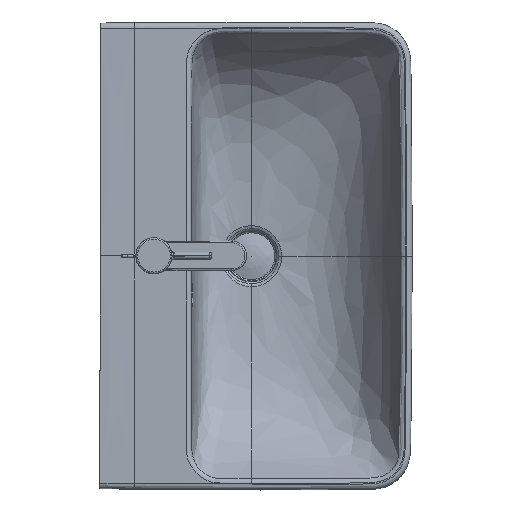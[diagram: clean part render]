
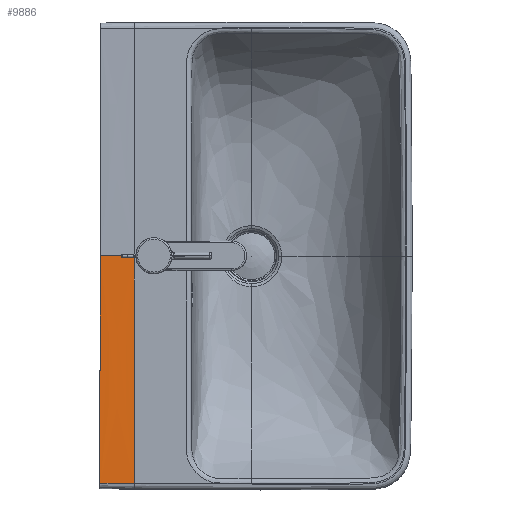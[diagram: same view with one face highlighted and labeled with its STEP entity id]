
A CAD part, top view. The second image highlights one B-rep face of the part: STEP entity #9886.
In plain terms, the highlighted free-form (B-spline) face has degree [4, 3] with [5, 4] control points.
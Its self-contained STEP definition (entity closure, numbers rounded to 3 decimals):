
#9279=CARTESIAN_POINT('',(44.,-292.09,0.));
#9280=VERTEX_POINT('',#9279);
#9699=CARTESIAN_POINT('',(44.0,0.,0.));
#9700=VERTEX_POINT('',#9699);
#9707=CARTESIAN_POINT('',(44.0,0.,0.));
#9708=DIRECTION('',(0.0,-1.0,0.0));
#9709=VECTOR('',#9708,292.09);
#9710=LINE('',#9707,#9709);
#9711=EDGE_CURVE('',#9700,#9280,#9710,.T.);
#9828=CARTESIAN_POINT('',(0.,0.,1.));
#9829=CARTESIAN_POINT('',(10.985,0.,0.983));
#9830=CARTESIAN_POINT('',(22.008,0.,0.489));
#9831=CARTESIAN_POINT('',(33.017,0.,0.));
#9832=CARTESIAN_POINT('',(44.0,0.,0.));
#9833=CARTESIAN_POINT('',(0.,-97.183,1.));
#9834=CARTESIAN_POINT('',(10.985,-97.237,0.983));
#9835=CARTESIAN_POINT('',(22.008,-97.286,0.489));
#9836=CARTESIAN_POINT('',(33.017,-97.332,0.));
#9837=CARTESIAN_POINT('',(44.0,-97.374,0.));
#9838=CARTESIAN_POINT('',(0.,-194.365,0.682));
#9839=CARTESIAN_POINT('',(10.985,-194.473,0.67));
#9840=CARTESIAN_POINT('',(22.009,-194.573,0.334));
#9841=CARTESIAN_POINT('',(33.018,-194.664,0.));
#9842=CARTESIAN_POINT('',(44.0,-194.748,0.));
#9843=CARTESIAN_POINT('',(0.,-291.545,0.046));
#9844=CARTESIAN_POINT('',(10.985,-291.707,0.045));
#9845=CARTESIAN_POINT('',(22.009,-291.858,0.023));
#9846=CARTESIAN_POINT('',(33.018,-291.996,0.));
#9847=CARTESIAN_POINT('',(44.0,-292.122,0.));
#9848=B_SPLINE_SURFACE_WITH_KNOTS('',4,3,((#9828,#9833,#9838,#9843),(#9829,#9834,#9839,#9844),(#9830,#9835,#9840,#9845),(#9831,#9836,#9841,#9846),(#9832,#9837,#9842,#9847)),.UNSPECIFIED.,.F.,.F.,.U.,(5,5),(4,4),(0.0,44.022),(298.81,590.657),.UNSPECIFIED.);
#9849=CARTESIAN_POINT('',(0.,0.,1.));
#9850=VERTEX_POINT('',#9849);
#9851=CARTESIAN_POINT('',(0.,0.,1.));
#9852=CARTESIAN_POINT('',(14.659,0.,0.977));
#9853=CARTESIAN_POINT('',(29.343,0.,0.));
#9854=CARTESIAN_POINT('',(44.0,0.,0.));
#9855=B_SPLINE_CURVE_WITH_KNOTS('',3,(#9851,#9852,#9853,#9854),.UNSPECIFIED.,.F.,.U.,(4,4),(0.,62.249),.UNSPECIFIED.);
#9856=EDGE_CURVE('',#9850,#9700,#9855,.T.);
#9857=ORIENTED_EDGE('',*,*,#9856,.F.);
#9858=CARTESIAN_POINT('',(0.,-291.545,0.046));
#9859=VERTEX_POINT('',#9858);
#9860=CARTESIAN_POINT('',(0.,0.,1.));
#9861=CARTESIAN_POINT('',(0.,-97.182,1.));
#9862=CARTESIAN_POINT('',(0.,-194.365,0.682));
#9863=CARTESIAN_POINT('',(0.,-291.545,0.046));
#9864=B_SPLINE_CURVE_WITH_KNOTS('',3,(#9860,#9861,#9862,#9863),.UNSPECIFIED.,.F.,.U.,(4,4),(298.81,590.657),.UNSPECIFIED.);
#9865=EDGE_CURVE('',#9859,#9850,#9864,.F.);
#9866=ORIENTED_EDGE('',*,*,#9865,.F.);
#9867=CARTESIAN_POINT('',(0.,-291.545,0.046));
#9868=CARTESIAN_POINT('',(1.713,-291.571,0.046));
#9869=CARTESIAN_POINT('',(3.498,-291.597,0.045));
#9870=CARTESIAN_POINT('',(5.21,-291.621,0.044));
#9871=CARTESIAN_POINT('',(14.489,-291.75,0.038));
#9872=CARTESIAN_POINT('',(23.785,-291.858,0.018));
#9873=CARTESIAN_POINT('',(33.061,-291.964,0.007));
#9874=CARTESIAN_POINT('',(35.552,-291.992,0.004));
#9875=CARTESIAN_POINT('',(38.043,-292.021,0.002));
#9876=CARTESIAN_POINT('',(40.531,-292.05,0.001));
#9877=CARTESIAN_POINT('',(41.701,-292.063,0.));
#9878=CARTESIAN_POINT('',(42.853,-292.077,0.));
#9879=CARTESIAN_POINT('',(44.,-292.09,0.));
#9880=B_SPLINE_CURVE_WITH_KNOTS('',3,(#9867,#9868,#9869,#9870,#9871,#9872,#9873,#9874,#9875,#9876,#9877,#9878,#9879),.UNSPECIFIED.,.F.,.U.,(4,3,3,3,4),(169.962,176.922,214.656,224.791,229.554),.UNSPECIFIED.);
#9881=EDGE_CURVE('',#9280,#9859,#9880,.F.);
#9882=ORIENTED_EDGE('',*,*,#9881,.F.);
#9883=ORIENTED_EDGE('',*,*,#9711,.F.);
#9884=EDGE_LOOP('',(#9857,#9866,#9882,#9883));
#9885=FACE_OUTER_BOUND('',#9884,.T.);
#9886=ADVANCED_FACE('',(#9885),#9848,.F.);
